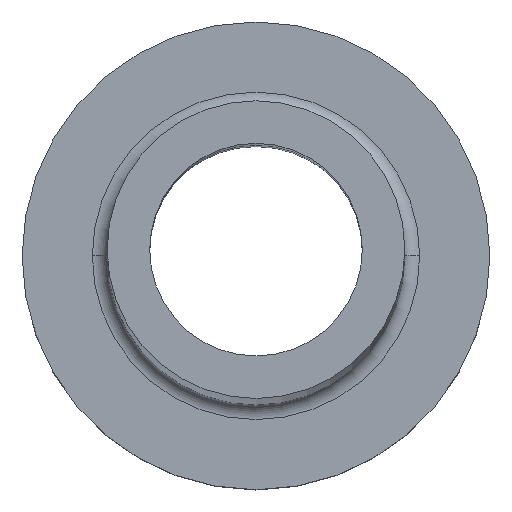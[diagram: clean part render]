
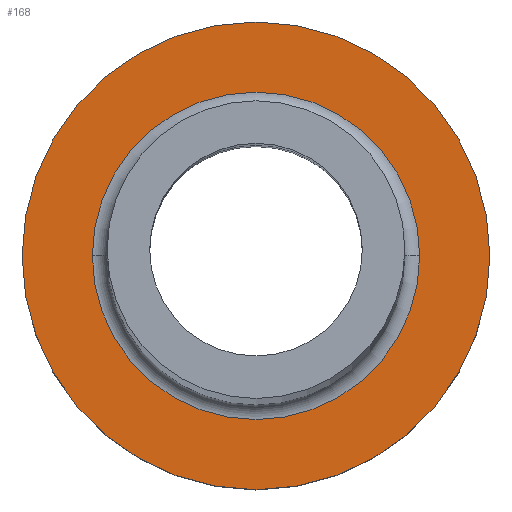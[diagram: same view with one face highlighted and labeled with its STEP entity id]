
A CAD part, top view. The second image highlights one B-rep face of the part: STEP entity #168.
In plain terms, the highlighted planar face has unit normal (0, 0, 1).
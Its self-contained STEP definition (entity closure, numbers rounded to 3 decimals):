
#23 = DIRECTION ( 'NONE',  ( 0., 0., -1. ) ) ;
#29 = VERTEX_POINT ( 'NONE', #439 ) ;
#34 = EDGE_CURVE ( 'NONE', #395, #29, #453, .T. ) ;
#36 = FACE_BOUND ( 'NONE', #312, .T. ) ;
#42 = EDGE_LOOP ( 'NONE', ( #153, #53 ) ) ;
#53 = ORIENTED_EDGE ( 'NONE', *, *, #309, .T. ) ;
#55 = DIRECTION ( 'NONE',  ( 1., 0., 0. ) ) ;
#56 = CIRCLE ( 'NONE', #143, 11. ) ;
#61 = CARTESIAN_POINT ( 'NONE',  ( 0., 0., 7. ) ) ;
#65 = DIRECTION ( 'NONE',  ( 1., 0., 0. ) ) ;
#67 = DIRECTION ( 'NONE',  ( 0., 0., 1. ) ) ;
#75 = ORIENTED_EDGE ( 'NONE', *, *, #34, .T. ) ;
#78 = CARTESIAN_POINT ( 'NONE',  ( 7.7, 0., 7. ) ) ;
#103 = ORIENTED_EDGE ( 'NONE', *, *, #280, .T. ) ;
#108 = AXIS2_PLACEMENT_3D ( 'NONE', #61, #67, #65 ) ;
#116 = DIRECTION ( 'NONE',  ( 0., 0., 1. ) ) ;
#143 = AXIS2_PLACEMENT_3D ( 'NONE', #313, #116, #290 ) ;
#152 = AXIS2_PLACEMENT_3D ( 'NONE', #318, #275, #379 ) ;
#153 = ORIENTED_EDGE ( 'NONE', *, *, #359, .T. ) ;
#168 = ADVANCED_FACE ( 'NONE', ( #36, #223 ), #193, .T. ) ;
#179 = CIRCLE ( 'NONE', #293, 7.7 ) ;
#193 = PLANE ( 'NONE',  #108 ) ;
#223 = FACE_OUTER_BOUND ( 'NONE', #42, .T. ) ;
#230 = DIRECTION ( 'NONE',  ( 1., 0., 0. ) ) ;
#247 = CARTESIAN_POINT ( 'NONE',  ( 11., 0., 7. ) ) ;
#252 = AXIS2_PLACEMENT_3D ( 'NONE', #337, #308, #230 ) ;
#255 = VERTEX_POINT ( 'NONE', #260 ) ;
#260 = CARTESIAN_POINT ( 'NONE',  ( -11., 0., 7. ) ) ;
#275 = DIRECTION ( 'NONE',  ( 0., 0., 1. ) ) ;
#280 = EDGE_CURVE ( 'NONE', #29, #395, #179, .T. ) ;
#290 = DIRECTION ( 'NONE',  ( 1., 0., 0. ) ) ;
#293 = AXIS2_PLACEMENT_3D ( 'NONE', #306, #23, #55 ) ;
#306 = CARTESIAN_POINT ( 'NONE',  ( 0., 0., 7. ) ) ;
#308 = DIRECTION ( 'NONE',  ( 0., 0., -1. ) ) ;
#309 = EDGE_CURVE ( 'NONE', #387, #255, #355, .T. ) ;
#312 = EDGE_LOOP ( 'NONE', ( #75, #103 ) ) ;
#313 = CARTESIAN_POINT ( 'NONE',  ( 0., 0., 7. ) ) ;
#318 = CARTESIAN_POINT ( 'NONE',  ( 0., 0., 7. ) ) ;
#337 = CARTESIAN_POINT ( 'NONE',  ( 0., 0., 7. ) ) ;
#355 = CIRCLE ( 'NONE', #152, 11. ) ;
#359 = EDGE_CURVE ( 'NONE', #255, #387, #56, .T. ) ;
#379 = DIRECTION ( 'NONE',  ( 1., 0., 0. ) ) ;
#387 = VERTEX_POINT ( 'NONE', #247 ) ;
#395 = VERTEX_POINT ( 'NONE', #78 ) ;
#439 = CARTESIAN_POINT ( 'NONE',  ( -7.7, 0., 7. ) ) ;
#453 = CIRCLE ( 'NONE', #252, 7.7 ) ;
